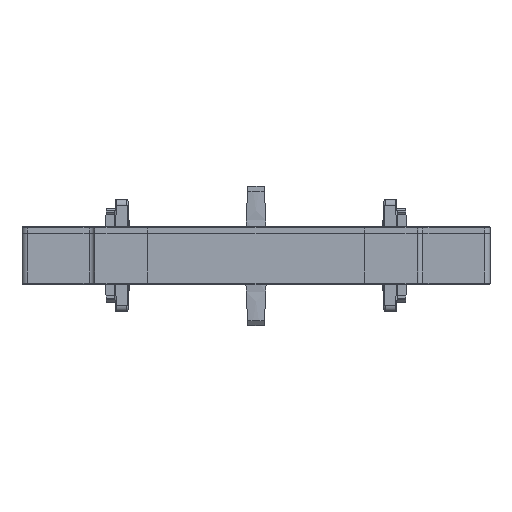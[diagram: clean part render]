
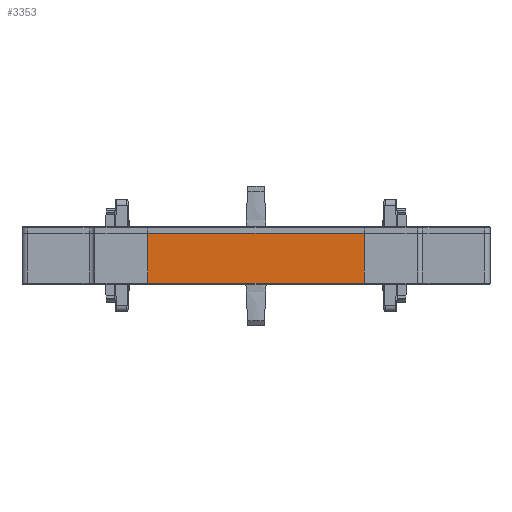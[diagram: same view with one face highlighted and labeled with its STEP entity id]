
A CAD part, front view. The second image highlights one B-rep face of the part: STEP entity #3353.
In plain terms, the highlighted planar face has unit normal (0, -1, 0).
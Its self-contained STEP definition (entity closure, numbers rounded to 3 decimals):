
#391=PLANE('',#9145);
#751=FACE_OUTER_BOUND('',#3834,.T.);
#1202=LINE('',#13174,#2219);
#1413=LINE('',#13709,#2430);
#1414=LINE('',#13711,#2431);
#1415=LINE('',#13713,#2432);
#2219=VECTOR('',#9744,1.);
#2430=VECTOR('',#10229,1.);
#2431=VECTOR('',#10232,1.);
#2432=VECTOR('',#10233,1.);
#3353=ADVANCED_FACE('',(#751),#391,.F.);
#3834=EDGE_LOOP('',(#4597,#4598,#4599,#4600));
#4597=ORIENTED_EDGE('',*,*,#7778,.F.);
#4598=ORIENTED_EDGE('',*,*,#7779,.T.);
#4599=ORIENTED_EDGE('',*,*,#7780,.F.);
#4600=ORIENTED_EDGE('',*,*,#7511,.F.);
#6434=VERTEX_POINT('',#13175);
#6435=VERTEX_POINT('',#13176);
#6620=VERTEX_POINT('',#13708);
#6621=VERTEX_POINT('',#13712);
#7511=EDGE_CURVE('',#6434,#6435,#1202,.T.);
#7778=EDGE_CURVE('',#6620,#6434,#1413,.T.);
#7779=EDGE_CURVE('',#6620,#6621,#1414,.T.);
#7780=EDGE_CURVE('',#6435,#6621,#1415,.T.);
#9145=AXIS2_PLACEMENT_3D('',#13714,#10234,#10235);
#9744=DIRECTION('',(-1.,0.,0.));
#10229=DIRECTION('',(0.,0.,-1.));
#10232=DIRECTION('',(-1.,0.,0.));
#10233=DIRECTION('',(0.,0.,1.));
#10234=DIRECTION('',(0.,1.,0.));
#10235=DIRECTION('',(0.,0.,1.));
#13174=CARTESIAN_POINT('',(-9.375,5.5,0.2));
#13175=CARTESIAN_POINT('',(18.75,5.5,0.2));
#13176=CARTESIAN_POINT('',(-18.75,5.5,0.2));
#13708=CARTESIAN_POINT('',(18.75,5.5,8.8));
#13709=CARTESIAN_POINT('',(18.75,5.5,0.));
#13711=CARTESIAN_POINT('',(-18.75,5.5,8.8));
#13712=CARTESIAN_POINT('',(-18.75,5.5,8.8));
#13713=CARTESIAN_POINT('',(-18.75,5.5,1.2));
#13714=CARTESIAN_POINT('',(-18.75,5.5,0.));
